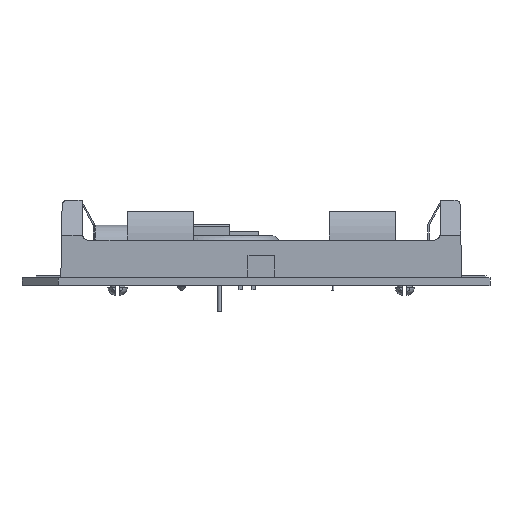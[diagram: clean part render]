
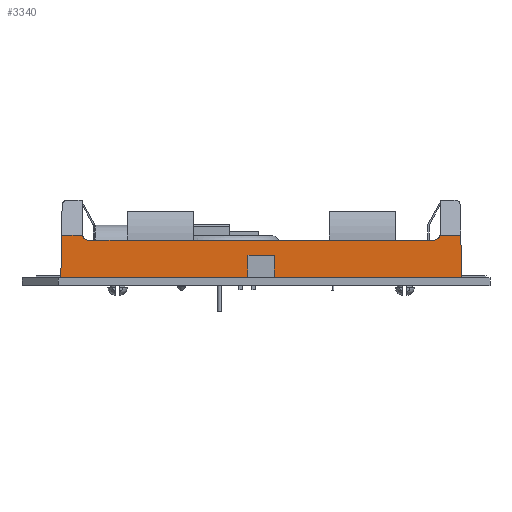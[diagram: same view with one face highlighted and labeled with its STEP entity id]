
A CAD part, front view. The second image highlights one B-rep face of the part: STEP entity #3340.
In plain terms, the highlighted face is planar.
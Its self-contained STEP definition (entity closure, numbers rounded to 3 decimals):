
#3055 = VERTEX_POINT('',#3056);
#3056 = CARTESIAN_POINT('',(-38.532,0.,-10.325));
#3062 = EDGE_CURVE('',#3063,#3055,#3065,.T.);
#3063 = VERTEX_POINT('',#3064);
#3064 = CARTESIAN_POINT('',(-2.54,0.,-10.325));
#3065 = LINE('',#3066,#3067);
#3066 = CARTESIAN_POINT('',(25.441,0.,-10.325));
#3067 = VECTOR('',#3068,1.);
#3068 = DIRECTION('',(-1.,0.,0.));
#3087 = VERTEX_POINT('',#3088);
#3088 = CARTESIAN_POINT('',(2.54,0.,-10.325));
#3094 = EDGE_CURVE('',#3087,#3095,#3097,.T.);
#3095 = VERTEX_POINT('',#3096);
#3096 = CARTESIAN_POINT('',(38.532,0.,-10.325));
#3097 = LINE('',#3098,#3099);
#3098 = CARTESIAN_POINT('',(-25.441,0.,-10.325));
#3099 = VECTOR('',#3100,1.);
#3100 = DIRECTION('',(1.,0.,0.));
#3286 = VERTEX_POINT('',#3287);
#3287 = CARTESIAN_POINT('',(-38.39,8.106,-10.325));
#3293 = EDGE_CURVE('',#3286,#3055,#3294,.T.);
#3294 = LINE('',#3295,#3296);
#3295 = CARTESIAN_POINT('',(-38.272,14.859,-10.325));
#3296 = VECTOR('',#3297,1.);
#3297 = DIRECTION('',(-0.017,-1.,0.));
#3340 = ADVANCED_FACE('',(#3341),#3448,.T.);
#3341 = FACE_BOUND('',#3342,.T.);
#3342 = EDGE_LOOP('',(#3343,#3344,#3345,#3353,#3362,#3370,#3378,#3386,
    #3394,#3402,#3411,#3419,#3425,#3426,#3434,#3442));
#3343 = ORIENTED_EDGE('',*,*,#3062,.T.);
#3344 = ORIENTED_EDGE('',*,*,#3293,.F.);
#3345 = ORIENTED_EDGE('',*,*,#3346,.F.);
#3346 = EDGE_CURVE('',#3347,#3286,#3349,.T.);
#3347 = VERTEX_POINT('',#3348);
#3348 = CARTESIAN_POINT('',(-34.387,8.106,-10.325));
#3349 = LINE('',#3350,#3351);
#3350 = CARTESIAN_POINT('',(25.441,8.106,-10.325));
#3351 = VECTOR('',#3352,1.);
#3352 = DIRECTION('',(-1.,0.,0.));
#3353 = ORIENTED_EDGE('',*,*,#3354,.F.);
#3354 = EDGE_CURVE('',#3355,#3347,#3357,.T.);
#3355 = VERTEX_POINT('',#3356);
#3356 = CARTESIAN_POINT('',(-33.147,7.112,-10.325));
#3357 = CIRCLE('',#3358,1.27);
#3358 = AXIS2_PLACEMENT_3D('',#3359,#3360,#3361);
#3359 = CARTESIAN_POINT('',(-33.147,8.382,-10.325));
#3360 = DIRECTION('',(0.,0.,-1.));
#3361 = DIRECTION('',(0.,1.,0.));
#3362 = ORIENTED_EDGE('',*,*,#3363,.T.);
#3363 = EDGE_CURVE('',#3355,#3364,#3366,.T.);
#3364 = VERTEX_POINT('',#3365);
#3365 = CARTESIAN_POINT('',(-25.781,7.112,-10.325));
#3366 = LINE('',#3367,#3368);
#3367 = CARTESIAN_POINT('',(0.,7.112,-10.325));
#3368 = VECTOR('',#3369,1.);
#3369 = DIRECTION('',(1.,0.,0.));
#3370 = ORIENTED_EDGE('',*,*,#3371,.F.);
#3371 = EDGE_CURVE('',#3372,#3364,#3374,.T.);
#3372 = VERTEX_POINT('',#3373);
#3373 = CARTESIAN_POINT('',(-13.081,7.112,-10.325));
#3374 = LINE('',#3375,#3376);
#3375 = CARTESIAN_POINT('',(-13.081,7.112,-10.325));
#3376 = VECTOR('',#3377,1.);
#3377 = DIRECTION('',(-1.,0.,0.));
#3378 = ORIENTED_EDGE('',*,*,#3379,.T.);
#3379 = EDGE_CURVE('',#3372,#3380,#3382,.T.);
#3380 = VERTEX_POINT('',#3381);
#3381 = CARTESIAN_POINT('',(13.081,7.112,-10.325));
#3382 = LINE('',#3383,#3384);
#3383 = CARTESIAN_POINT('',(0.,7.112,-10.325));
#3384 = VECTOR('',#3385,1.);
#3385 = DIRECTION('',(1.,0.,0.));
#3386 = ORIENTED_EDGE('',*,*,#3387,.T.);
#3387 = EDGE_CURVE('',#3380,#3388,#3390,.T.);
#3388 = VERTEX_POINT('',#3389);
#3389 = CARTESIAN_POINT('',(25.781,7.112,-10.325));
#3390 = LINE('',#3391,#3392);
#3391 = CARTESIAN_POINT('',(13.081,7.112,-10.325));
#3392 = VECTOR('',#3393,1.);
#3393 = DIRECTION('',(1.,0.,0.));
#3394 = ORIENTED_EDGE('',*,*,#3395,.F.);
#3395 = EDGE_CURVE('',#3396,#3388,#3398,.T.);
#3396 = VERTEX_POINT('',#3397);
#3397 = CARTESIAN_POINT('',(33.147,7.112,-10.325));
#3398 = LINE('',#3399,#3400);
#3399 = CARTESIAN_POINT('',(0.,7.112,-10.325));
#3400 = VECTOR('',#3401,1.);
#3401 = DIRECTION('',(-1.,0.,0.));
#3402 = ORIENTED_EDGE('',*,*,#3403,.T.);
#3403 = EDGE_CURVE('',#3396,#3404,#3406,.T.);
#3404 = VERTEX_POINT('',#3405);
#3405 = CARTESIAN_POINT('',(34.387,8.106,-10.325));
#3406 = CIRCLE('',#3407,1.27);
#3407 = AXIS2_PLACEMENT_3D('',#3408,#3409,#3410);
#3408 = CARTESIAN_POINT('',(33.147,8.382,-10.325));
#3409 = DIRECTION('',(0.,0.,1.));
#3410 = DIRECTION('',(0.,1.,0.));
#3411 = ORIENTED_EDGE('',*,*,#3412,.T.);
#3412 = EDGE_CURVE('',#3404,#3413,#3415,.T.);
#3413 = VERTEX_POINT('',#3414);
#3414 = CARTESIAN_POINT('',(38.39,8.106,-10.325));
#3415 = LINE('',#3416,#3417);
#3416 = CARTESIAN_POINT('',(-25.441,8.106,-10.325));
#3417 = VECTOR('',#3418,1.);
#3418 = DIRECTION('',(1.,0.,0.));
#3419 = ORIENTED_EDGE('',*,*,#3420,.T.);
#3420 = EDGE_CURVE('',#3413,#3095,#3421,.T.);
#3421 = LINE('',#3422,#3423);
#3422 = CARTESIAN_POINT('',(38.272,14.859,-10.325));
#3423 = VECTOR('',#3424,1.);
#3424 = DIRECTION('',(0.017,-1.,0.));
#3425 = ORIENTED_EDGE('',*,*,#3094,.F.);
#3426 = ORIENTED_EDGE('',*,*,#3427,.T.);
#3427 = EDGE_CURVE('',#3087,#3428,#3430,.T.);
#3428 = VERTEX_POINT('',#3429);
#3429 = CARTESIAN_POINT('',(2.54,4.191,-10.325));
#3430 = LINE('',#3431,#3432);
#3431 = CARTESIAN_POINT('',(2.54,-4.191,-10.325));
#3432 = VECTOR('',#3433,1.);
#3433 = DIRECTION('',(0.,1.,0.));
#3434 = ORIENTED_EDGE('',*,*,#3435,.F.);
#3435 = EDGE_CURVE('',#3436,#3428,#3438,.T.);
#3436 = VERTEX_POINT('',#3437);
#3437 = CARTESIAN_POINT('',(-2.54,4.191,-10.325));
#3438 = LINE('',#3439,#3440);
#3439 = CARTESIAN_POINT('',(2.54,4.191,-10.325));
#3440 = VECTOR('',#3441,1.);
#3441 = DIRECTION('',(1.,0.,0.));
#3442 = ORIENTED_EDGE('',*,*,#3443,.F.);
#3443 = EDGE_CURVE('',#3063,#3436,#3444,.T.);
#3444 = LINE('',#3445,#3446);
#3445 = CARTESIAN_POINT('',(-2.54,-4.191,-10.325));
#3446 = VECTOR('',#3447,1.);
#3447 = DIRECTION('',(0.,1.,0.));
#3448 = PLANE('',#3449);
#3449 = AXIS2_PLACEMENT_3D('',#3450,#3451,#3452);
#3450 = CARTESIAN_POINT('',(25.441,0.,-10.325));
#3451 = DIRECTION('',(0.,0.,-1.));
#3452 = DIRECTION('',(0.,1.,0.));
